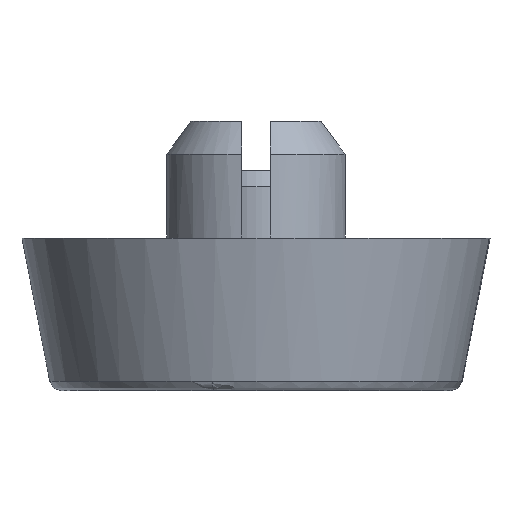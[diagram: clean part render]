
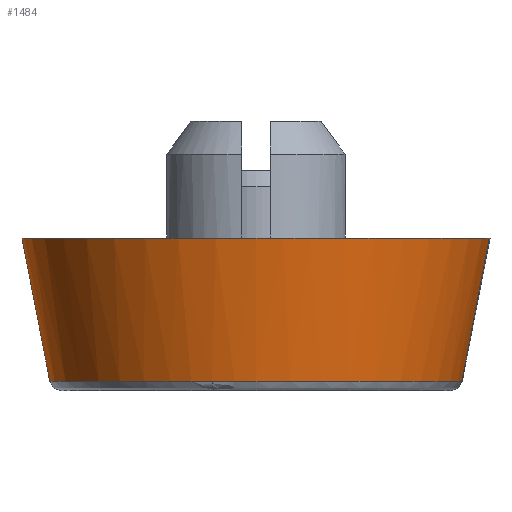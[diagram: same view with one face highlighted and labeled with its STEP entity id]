
A CAD part, left-side view. The second image highlights one B-rep face of the part: STEP entity #1484.
In plain terms, the highlighted free-form (B-spline) face has degree [2, 1] with [5, 2] control points.
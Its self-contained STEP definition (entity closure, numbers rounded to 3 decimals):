
#1038=CARTESIAN_POINT('',(-8.627,1.872,-6.094));
#1039=VERTEX_POINT('',#1038);
#1053=CARTESIAN_POINT('',(0.846,8.787,-6.094));
#1054=VERTEX_POINT('',#1053);
#1055=CARTESIAN_POINT('',(0.846,8.787,-6.094));
#1056=CARTESIAN_POINT('',(0.424,8.828,-6.094));
#1057=CARTESIAN_POINT('',(0.,8.828,-6.094));
#1058=CARTESIAN_POINT('',(-7.118,8.828,-6.094));
#1059=CARTESIAN_POINT('',(-8.627,1.872,-6.094));
#1067=(BOUNDED_CURVE()B_SPLINE_CURVE(2,(#1055,#1056,#1057,#1058,#1059),.UNSPECIFIED.,.F.,.U.)B_SPLINE_CURVE_WITH_KNOTS((3,2,3),(0.467,0.5,0.927),.UNSPECIFIED.)CURVE()GEOMETRIC_REPRESENTATION_ITEM()RATIONAL_B_SPLINE_CURVE((0.964,0.98,1.0,0.75,0.927))REPRESENTATION_ITEM(''));
#1068=EDGE_CURVE('',#1054,#1039,#1067,.T.);
#1109=CARTESIAN_POINT('',(-0.846,-8.787,-6.094));
#1110=VERTEX_POINT('',#1109);
#1126=CARTESIAN_POINT('',(-8.828,0.0,-6.094));
#1127=VERTEX_POINT('',#1126);
#1128=CARTESIAN_POINT('',(-8.828,0.0,-6.094));
#1129=CARTESIAN_POINT('',(-8.828,-8.019,-6.094));
#1130=CARTESIAN_POINT('',(-0.846,-8.787,-6.094));
#1138=(BOUNDED_CURVE()B_SPLINE_CURVE(2,(#1128,#1129,#1130),.UNSPECIFIED.,.F.,.U.)B_SPLINE_CURVE_WITH_KNOTS((3,3),(0.0,0.467),.UNSPECIFIED.)CURVE()GEOMETRIC_REPRESENTATION_ITEM()RATIONAL_B_SPLINE_CURVE((1.0,0.727,0.964))REPRESENTATION_ITEM(''));
#1139=EDGE_CURVE('',#1127,#1110,#1138,.T.);
#1141=CARTESIAN_POINT('',(-8.627,1.872,-6.094));
#1142=CARTESIAN_POINT('',(-8.828,0.947,-6.094));
#1143=CARTESIAN_POINT('',(-8.828,0.0,-6.094));
#1151=(BOUNDED_CURVE()B_SPLINE_CURVE(2,(#1141,#1142,#1143),.UNSPECIFIED.,.F.,.U.)B_SPLINE_CURVE_WITH_KNOTS((3,3),(0.927,1.0),.UNSPECIFIED.)CURVE()GEOMETRIC_REPRESENTATION_ITEM()RATIONAL_B_SPLINE_CURVE((0.927,0.957,1.0))REPRESENTATION_ITEM(''));
#1152=EDGE_CURVE('',#1039,#1127,#1151,.T.);
#1382=CARTESIAN_POINT('',(0.958,9.954,0.));
#1383=VERTEX_POINT('',#1382);
#1384=CARTESIAN_POINT('',(0.846,8.787,-6.094));
#1385=CARTESIAN_POINT('',(0.958,9.954,0.));
#1386=QUASI_UNIFORM_CURVE('',1,(#1384,#1385),.UNSPECIFIED.,.F.,.U.);
#1387=EDGE_CURVE('',#1054,#1383,#1386,.T.);
#1404=CARTESIAN_POINT('',(-0.958,-9.954,0.));
#1405=VERTEX_POINT('',#1404);
#1421=CARTESIAN_POINT('',(-0.846,-8.787,-6.094));
#1422=CARTESIAN_POINT('',(-0.958,-9.954,0.));
#1423=QUASI_UNIFORM_CURVE('',1,(#1421,#1422),.UNSPECIFIED.,.F.,.U.);
#1424=EDGE_CURVE('',#1110,#1405,#1423,.T.);
#1429=CARTESIAN_POINT('',(0.843,8.758,-6.247));
#1430=CARTESIAN_POINT('',(-7.915,9.602,-6.247));
#1431=CARTESIAN_POINT('',(-8.758,0.843,-6.247));
#1432=CARTESIAN_POINT('',(-9.602,-7.915,-6.247));
#1433=CARTESIAN_POINT('',(-0.843,-8.758,-6.247));
#1434=CARTESIAN_POINT('',(0.961,9.984,0.156));
#1435=CARTESIAN_POINT('',(-9.023,10.945,0.156));
#1436=CARTESIAN_POINT('',(-9.984,0.961,0.156));
#1437=CARTESIAN_POINT('',(-10.945,-9.023,0.156));
#1438=CARTESIAN_POINT('',(-0.961,-9.984,0.156));
#1446=(BOUNDED_SURFACE()B_SPLINE_SURFACE(2,1,((#1429,#1434),(#1430,#1435),(#1431,#1436),(#1432,#1437),(#1433,#1438)),.UNSPECIFIED.,.F.,.F.,.U.)B_SPLINE_SURFACE_WITH_KNOTS((3,2,3),(2,2),(0.0,16.618,33.237),(0.0,6.52),.UNSPECIFIED.)GEOMETRIC_REPRESENTATION_ITEM()RATIONAL_B_SPLINE_SURFACE(((1.0,1.0),(0.707,0.707),(1.0,1.0),(0.707,0.707),(1.0,1.0)))REPRESENTATION_ITEM('')SURFACE());
#1447=ORIENTED_EDGE('',*,*,#1139,.T.);
#1448=ORIENTED_EDGE('',*,*,#1424,.T.);
#1449=CARTESIAN_POINT('',(-10.0,0.0,0.0));
#1450=VERTEX_POINT('',#1449);
#1451=CARTESIAN_POINT('',(-0.958,-9.954,0.));
#1452=CARTESIAN_POINT('',(-10.,-9.083,0.));
#1453=CARTESIAN_POINT('',(-10.0,0.0,0.0));
#1461=(BOUNDED_CURVE()B_SPLINE_CURVE(2,(#1451,#1452,#1453),.UNSPECIFIED.,.F.,.U.)B_SPLINE_CURVE_WITH_KNOTS((3,3),(0.767,1.0),.UNSPECIFIED.)CURVE()GEOMETRIC_REPRESENTATION_ITEM()RATIONAL_B_SPLINE_CURVE((0.964,0.727,1.0))REPRESENTATION_ITEM(''));
#1462=EDGE_CURVE('',#1405,#1450,#1461,.T.);
#1463=ORIENTED_EDGE('',*,*,#1462,.T.);
#1464=CARTESIAN_POINT('',(-10.0,0.0,0.0));
#1465=CARTESIAN_POINT('',(-10.,10.,0.));
#1466=CARTESIAN_POINT('',(0.,10.,0.));
#1467=CARTESIAN_POINT('',(0.48,10.,0.));
#1468=CARTESIAN_POINT('',(0.958,9.954,0.));
#1476=(BOUNDED_CURVE()B_SPLINE_CURVE(2,(#1464,#1465,#1466,#1467,#1468),.UNSPECIFIED.,.F.,.U.)B_SPLINE_CURVE_WITH_KNOTS((3,2,3),(0.0,0.25,0.267),.UNSPECIFIED.)CURVE()GEOMETRIC_REPRESENTATION_ITEM()RATIONAL_B_SPLINE_CURVE((1.0,0.707,1.0,0.98,0.964))REPRESENTATION_ITEM(''));
#1477=EDGE_CURVE('',#1450,#1383,#1476,.T.);
#1478=ORIENTED_EDGE('',*,*,#1477,.T.);
#1479=ORIENTED_EDGE('',*,*,#1387,.F.);
#1480=ORIENTED_EDGE('',*,*,#1068,.T.);
#1481=ORIENTED_EDGE('',*,*,#1152,.T.);
#1482=EDGE_LOOP('',(#1447,#1448,#1463,#1478,#1479,#1480,#1481));
#1483=FACE_OUTER_BOUND('',#1482,.T.);
#1484=ADVANCED_FACE('',(#1483),#1446,.T.);
